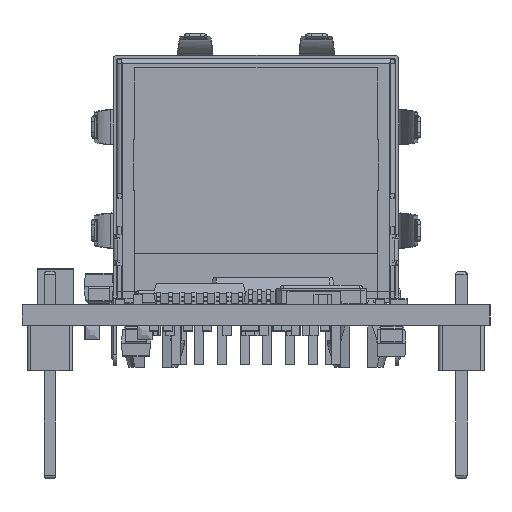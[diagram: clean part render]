
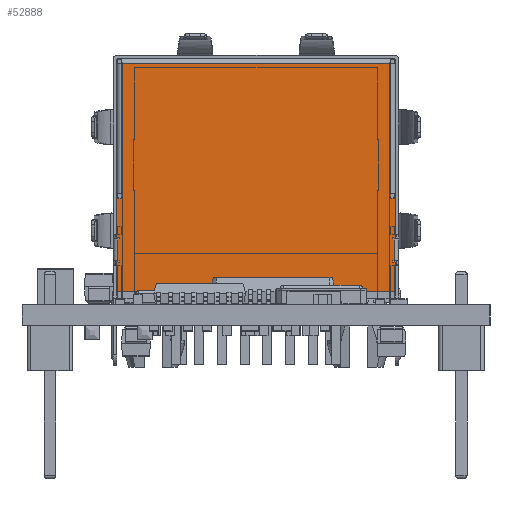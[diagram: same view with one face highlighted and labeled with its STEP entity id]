
A CAD part, left-side view. The second image highlights one B-rep face of the part: STEP entity #52888.
In plain terms, the highlighted face is planar.
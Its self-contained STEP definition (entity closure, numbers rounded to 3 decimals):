
#52238 = VERTEX_POINT('',#52239);
#52239 = CARTESIAN_POINT('',(-7.69,11.02,3.34));
#52246 = EDGE_CURVE('',#52238,#52247,#52249,.T.);
#52247 = VERTEX_POINT('',#52248);
#52248 = CARTESIAN_POINT('',(-7.59,11.02,3.34));
#52249 = LINE('',#52250,#52251);
#52250 = CARTESIAN_POINT('',(-7.74,11.02,3.34));
#52251 = VECTOR('',#52252,1.);
#52252 = DIRECTION('',(1.,0.,0.));
#52484 = VERTEX_POINT('',#52485);
#52485 = CARTESIAN_POINT('',(7.59,11.02,3.34));
#52491 = EDGE_CURVE('',#52492,#52484,#52494,.T.);
#52492 = VERTEX_POINT('',#52493);
#52493 = CARTESIAN_POINT('',(7.69,11.02,3.34));
#52494 = LINE('',#52495,#52496);
#52495 = CARTESIAN_POINT('',(7.74,11.02,3.34));
#52496 = VECTOR('',#52497,1.);
#52497 = DIRECTION('',(-1.,0.,0.));
#52586 = VERTEX_POINT('',#52587);
#52587 = CARTESIAN_POINT('',(7.69,11.02,4.54));
#52594 = EDGE_CURVE('',#52586,#52595,#52597,.T.);
#52595 = VERTEX_POINT('',#52596);
#52596 = CARTESIAN_POINT('',(7.59,11.02,4.54));
#52597 = LINE('',#52598,#52599);
#52598 = CARTESIAN_POINT('',(7.74,11.02,4.54));
#52599 = VECTOR('',#52600,1.);
#52600 = DIRECTION('',(-1.,0.,0.));
#52828 = VERTEX_POINT('',#52829);
#52829 = CARTESIAN_POINT('',(7.59,11.02,3.24));
#52835 = EDGE_CURVE('',#52484,#52828,#52836,.T.);
#52836 = LINE('',#52837,#52838);
#52837 = CARTESIAN_POINT('',(7.59,11.02,3.24));
#52838 = VECTOR('',#52839,1.);
#52839 = DIRECTION('',(0.,0.,-1.));
#52852 = EDGE_CURVE('',#52586,#52492,#52853,.T.);
#52853 = LINE('',#52854,#52855);
#52854 = CARTESIAN_POINT('',(7.69,11.02,4.54));
#52855 = VECTOR('',#52856,1.);
#52856 = DIRECTION('',(0.,0.,-1.));
#52870 = EDGE_CURVE('',#52595,#52871,#52873,.T.);
#52871 = VERTEX_POINT('',#52872);
#52872 = CARTESIAN_POINT('',(7.59,11.02,4.64));
#52873 = LINE('',#52874,#52875);
#52874 = CARTESIAN_POINT('',(7.59,11.02,4.64));
#52875 = VECTOR('',#52876,1.);
#52876 = DIRECTION('',(0.,0.,1.));
#52888 = ADVANCED_FACE('',(#52889),#53053,.F.);
#52889 = FACE_BOUND('',#52890,.T.);
#52890 = EDGE_LOOP('',(#52891,#52892,#52900,#52908,#52916,#52924,#52932,
    #52940,#52948,#52954,#52955,#52956,#52957,#52958,#52959,#52967,
    #52975,#52983,#52991,#52999,#53007,#53015,#53023,#53031,#53039,
    #53047));
#52891 = ORIENTED_EDGE('',*,*,#52246,.F.);
#52892 = ORIENTED_EDGE('',*,*,#52893,.T.);
#52893 = EDGE_CURVE('',#52238,#52894,#52896,.T.);
#52894 = VERTEX_POINT('',#52895);
#52895 = CARTESIAN_POINT('',(-7.69,11.02,4.54));
#52896 = LINE('',#52897,#52898);
#52897 = CARTESIAN_POINT('',(-7.69,11.02,3.34));
#52898 = VECTOR('',#52899,1.);
#52899 = DIRECTION('',(0.,0.,1.));
#52900 = ORIENTED_EDGE('',*,*,#52901,.T.);
#52901 = EDGE_CURVE('',#52894,#52902,#52904,.T.);
#52902 = VERTEX_POINT('',#52903);
#52903 = CARTESIAN_POINT('',(-7.59,11.02,4.54));
#52904 = LINE('',#52905,#52906);
#52905 = CARTESIAN_POINT('',(-7.74,11.02,4.54));
#52906 = VECTOR('',#52907,1.);
#52907 = DIRECTION('',(1.,0.,0.));
#52908 = ORIENTED_EDGE('',*,*,#52909,.T.);
#52909 = EDGE_CURVE('',#52902,#52910,#52912,.T.);
#52910 = VERTEX_POINT('',#52911);
#52911 = CARTESIAN_POINT('',(-7.59,11.02,4.64));
#52912 = LINE('',#52913,#52914);
#52913 = CARTESIAN_POINT('',(-7.59,11.02,4.64));
#52914 = VECTOR('',#52915,1.);
#52915 = DIRECTION('',(0.,0.,1.));
#52916 = ORIENTED_EDGE('',*,*,#52917,.T.);
#52917 = EDGE_CURVE('',#52910,#52918,#52920,.T.);
#52918 = VERTEX_POINT('',#52919);
#52919 = CARTESIAN_POINT('',(-7.74,11.02,4.64));
#52920 = LINE('',#52921,#52922);
#52921 = CARTESIAN_POINT('',(-7.74,11.02,4.64));
#52922 = VECTOR('',#52923,1.);
#52923 = DIRECTION('',(-1.,0.,0.));
#52924 = ORIENTED_EDGE('',*,*,#52925,.T.);
#52925 = EDGE_CURVE('',#52918,#52926,#52928,.T.);
#52926 = VERTEX_POINT('',#52927);
#52927 = CARTESIAN_POINT('',(-7.74,11.02,6.24));
#52928 = LINE('',#52929,#52930);
#52929 = CARTESIAN_POINT('',(-7.74,11.02,1.08));
#52930 = VECTOR('',#52931,1.);
#52931 = DIRECTION('',(0.,0.,1.));
#52932 = ORIENTED_EDGE('',*,*,#52933,.T.);
#52933 = EDGE_CURVE('',#52926,#52934,#52936,.T.);
#52934 = VERTEX_POINT('',#52935);
#52935 = CARTESIAN_POINT('',(7.74,11.02,6.24));
#52936 = LINE('',#52937,#52938);
#52937 = CARTESIAN_POINT('',(-7.49,11.02,6.24));
#52938 = VECTOR('',#52939,1.);
#52939 = DIRECTION('',(1.,0.,0.));
#52940 = ORIENTED_EDGE('',*,*,#52941,.T.);
#52941 = EDGE_CURVE('',#52934,#52942,#52944,.T.);
#52942 = VERTEX_POINT('',#52943);
#52943 = CARTESIAN_POINT('',(7.74,11.02,4.64));
#52944 = LINE('',#52945,#52946);
#52945 = CARTESIAN_POINT('',(7.74,11.02,6.24));
#52946 = VECTOR('',#52947,1.);
#52947 = DIRECTION('',(0.,0.,-1.));
#52948 = ORIENTED_EDGE('',*,*,#52949,.F.);
#52949 = EDGE_CURVE('',#52871,#52942,#52950,.T.);
#52950 = LINE('',#52951,#52952);
#52951 = CARTESIAN_POINT('',(7.74,11.02,4.64));
#52952 = VECTOR('',#52953,1.);
#52953 = DIRECTION('',(1.,0.,0.));
#52954 = ORIENTED_EDGE('',*,*,#52870,.F.);
#52955 = ORIENTED_EDGE('',*,*,#52594,.F.);
#52956 = ORIENTED_EDGE('',*,*,#52852,.T.);
#52957 = ORIENTED_EDGE('',*,*,#52491,.T.);
#52958 = ORIENTED_EDGE('',*,*,#52835,.T.);
#52959 = ORIENTED_EDGE('',*,*,#52960,.T.);
#52960 = EDGE_CURVE('',#52828,#52961,#52963,.T.);
#52961 = VERTEX_POINT('',#52962);
#52962 = CARTESIAN_POINT('',(7.74,11.02,3.24));
#52963 = LINE('',#52964,#52965);
#52964 = CARTESIAN_POINT('',(7.74,11.02,3.24));
#52965 = VECTOR('',#52966,1.);
#52966 = DIRECTION('',(1.,0.,0.));
#52967 = ORIENTED_EDGE('',*,*,#52968,.T.);
#52968 = EDGE_CURVE('',#52961,#52969,#52971,.T.);
#52969 = VERTEX_POINT('',#52970);
#52970 = CARTESIAN_POINT('',(7.74,11.02,1.08));
#52971 = LINE('',#52972,#52973);
#52972 = CARTESIAN_POINT('',(7.74,11.02,6.24));
#52973 = VECTOR('',#52974,1.);
#52974 = DIRECTION('',(0.,0.,-1.));
#52975 = ORIENTED_EDGE('',*,*,#52976,.T.);
#52976 = EDGE_CURVE('',#52969,#52977,#52979,.T.);
#52977 = VERTEX_POINT('',#52978);
#52978 = CARTESIAN_POINT('',(7.49,11.02,1.08));
#52979 = LINE('',#52980,#52981);
#52980 = CARTESIAN_POINT('',(7.74,11.02,1.08));
#52981 = VECTOR('',#52982,1.);
#52982 = DIRECTION('',(-1.,0.,0.));
#52983 = ORIENTED_EDGE('',*,*,#52984,.T.);
#52984 = EDGE_CURVE('',#52977,#52985,#52987,.T.);
#52985 = VERTEX_POINT('',#52986);
#52986 = CARTESIAN_POINT('',(7.49,11.02,0.83));
#52987 = LINE('',#52988,#52989);
#52988 = CARTESIAN_POINT('',(7.49,11.02,6.24));
#52989 = VECTOR('',#52990,1.);
#52990 = DIRECTION('',(0.,0.,-1.));
#52991 = ORIENTED_EDGE('',*,*,#52992,.T.);
#52992 = EDGE_CURVE('',#52985,#52993,#52995,.T.);
#52993 = VERTEX_POINT('',#52994);
#52994 = CARTESIAN_POINT('',(7.49,11.02,-6.42));
#52995 = LINE('',#52996,#52997);
#52996 = CARTESIAN_POINT('',(7.49,11.02,0.83));
#52997 = VECTOR('',#52998,1.);
#52998 = DIRECTION('',(0.,0.,-1.));
#52999 = ORIENTED_EDGE('',*,*,#53000,.F.);
#53000 = EDGE_CURVE('',#53001,#52993,#53003,.T.);
#53001 = VERTEX_POINT('',#53002);
#53002 = CARTESIAN_POINT('',(-7.49,11.02,-6.42));
#53003 = LINE('',#53004,#53005);
#53004 = CARTESIAN_POINT('',(-7.49,11.02,-6.42));
#53005 = VECTOR('',#53006,1.);
#53006 = DIRECTION('',(1.,0.,0.));
#53007 = ORIENTED_EDGE('',*,*,#53008,.T.);
#53008 = EDGE_CURVE('',#53001,#53009,#53011,.T.);
#53009 = VERTEX_POINT('',#53010);
#53010 = CARTESIAN_POINT('',(-7.49,11.02,0.83));
#53011 = LINE('',#53012,#53013);
#53012 = CARTESIAN_POINT('',(-7.49,11.02,-6.42));
#53013 = VECTOR('',#53014,1.);
#53014 = DIRECTION('',(0.,0.,1.));
#53015 = ORIENTED_EDGE('',*,*,#53016,.F.);
#53016 = EDGE_CURVE('',#53017,#53009,#53019,.T.);
#53017 = VERTEX_POINT('',#53018);
#53018 = CARTESIAN_POINT('',(-7.49,11.02,1.08));
#53019 = LINE('',#53020,#53021);
#53020 = CARTESIAN_POINT('',(-7.49,11.02,6.24));
#53021 = VECTOR('',#53022,1.);
#53022 = DIRECTION('',(0.,0.,-1.));
#53023 = ORIENTED_EDGE('',*,*,#53024,.T.);
#53024 = EDGE_CURVE('',#53017,#53025,#53027,.T.);
#53025 = VERTEX_POINT('',#53026);
#53026 = CARTESIAN_POINT('',(-7.74,11.02,1.08));
#53027 = LINE('',#53028,#53029);
#53028 = CARTESIAN_POINT('',(-7.49,11.02,1.08));
#53029 = VECTOR('',#53030,1.);
#53030 = DIRECTION('',(-1.,0.,0.));
#53031 = ORIENTED_EDGE('',*,*,#53032,.T.);
#53032 = EDGE_CURVE('',#53025,#53033,#53035,.T.);
#53033 = VERTEX_POINT('',#53034);
#53034 = CARTESIAN_POINT('',(-7.74,11.02,3.24));
#53035 = LINE('',#53036,#53037);
#53036 = CARTESIAN_POINT('',(-7.74,11.02,1.08));
#53037 = VECTOR('',#53038,1.);
#53038 = DIRECTION('',(0.,0.,1.));
#53039 = ORIENTED_EDGE('',*,*,#53040,.F.);
#53040 = EDGE_CURVE('',#53041,#53033,#53043,.T.);
#53041 = VERTEX_POINT('',#53042);
#53042 = CARTESIAN_POINT('',(-7.59,11.02,3.24));
#53043 = LINE('',#53044,#53045);
#53044 = CARTESIAN_POINT('',(-7.74,11.02,3.24));
#53045 = VECTOR('',#53046,1.);
#53046 = DIRECTION('',(-1.,0.,0.));
#53047 = ORIENTED_EDGE('',*,*,#53048,.F.);
#53048 = EDGE_CURVE('',#52247,#53041,#53049,.T.);
#53049 = LINE('',#53050,#53051);
#53050 = CARTESIAN_POINT('',(-7.59,11.02,3.24));
#53051 = VECTOR('',#53052,1.);
#53052 = DIRECTION('',(0.,0.,-1.));
#53053 = PLANE('',#53054);
#53054 = AXIS2_PLACEMENT_3D('',#53055,#53056,#53057);
#53055 = CARTESIAN_POINT('',(-7.49,11.02,6.24));
#53056 = DIRECTION('',(0.,-1.,0.));
#53057 = DIRECTION('',(0.,0.,-1.));
